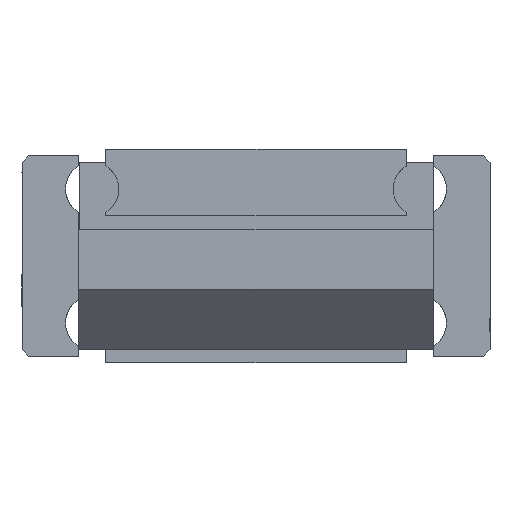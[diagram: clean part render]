
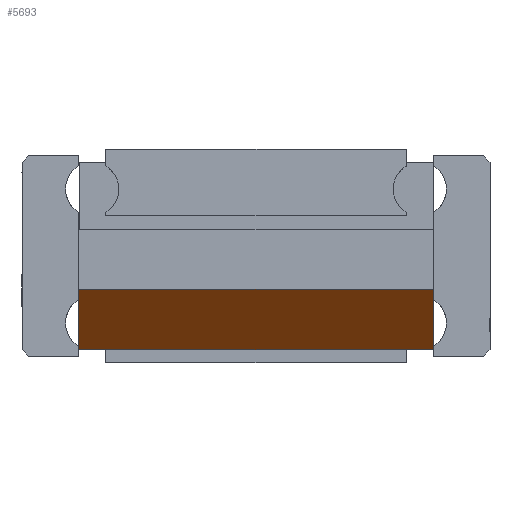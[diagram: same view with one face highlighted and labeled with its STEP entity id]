
A CAD part, front view. The second image highlights one B-rep face of the part: STEP entity #5693.
In plain terms, the highlighted planar face has unit normal (0, -0.707, -0.707).
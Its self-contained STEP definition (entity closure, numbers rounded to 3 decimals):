
#5654=CARTESIAN_POINT('',(15.0,-6.5,-2.5));
#5655=DIRECTION('',(0.0,-0.707,-0.707));
#5656=DIRECTION('',(-1.0,0.0,0.0));
#5657=AXIS2_PLACEMENT_3D('',#5654,#5655,#5656);
#5658=PLANE('',#5657);
#5659=CARTESIAN_POINT('',(-38.0,-11.0,2.0));
#5660=VERTEX_POINT('',#5659);
#5661=CARTESIAN_POINT('',(-38.0,-2.0,-7.0));
#5662=VERTEX_POINT('',#5661);
#5663=CARTESIAN_POINT('',(-38.0,-11.0,2.0));
#5664=DIRECTION('',(0.0,0.707,-0.707));
#5665=VECTOR('',#5664,12.728);
#5666=LINE('',#5663,#5665);
#5667=EDGE_CURVE('',#5660,#5662,#5666,.T.);
#5668=ORIENTED_EDGE('',*,*,#5667,.T.);
#5669=CARTESIAN_POINT('',(15.0,-2.0,-7.0));
#5670=VERTEX_POINT('',#5669);
#5671=CARTESIAN_POINT('',(-38.0,-2.0,-7.0));
#5672=DIRECTION('',(1.0,0.0,0.0));
#5673=VECTOR('',#5672,53.0);
#5674=LINE('',#5671,#5673);
#5675=EDGE_CURVE('',#5662,#5670,#5674,.T.);
#5676=ORIENTED_EDGE('',*,*,#5675,.T.);
#5677=CARTESIAN_POINT('',(15.0,-11.0,2.0));
#5678=VERTEX_POINT('',#5677);
#5679=CARTESIAN_POINT('',(15.0,-2.0,-7.0));
#5680=DIRECTION('',(0.0,-0.707,0.707));
#5681=VECTOR('',#5680,12.728);
#5682=LINE('',#5679,#5681);
#5683=EDGE_CURVE('',#5670,#5678,#5682,.T.);
#5684=ORIENTED_EDGE('',*,*,#5683,.T.);
#5685=CARTESIAN_POINT('',(15.0,-11.0,2.0));
#5686=DIRECTION('',(-1.0,0.0,0.0));
#5687=VECTOR('',#5686,53.0);
#5688=LINE('',#5685,#5687);
#5689=EDGE_CURVE('',#5678,#5660,#5688,.T.);
#5690=ORIENTED_EDGE('',*,*,#5689,.T.);
#5691=EDGE_LOOP('',(#5668,#5676,#5684,#5690));
#5692=FACE_OUTER_BOUND('',#5691,.T.);
#5693=ADVANCED_FACE('',(#5692),#5658,.T.);
